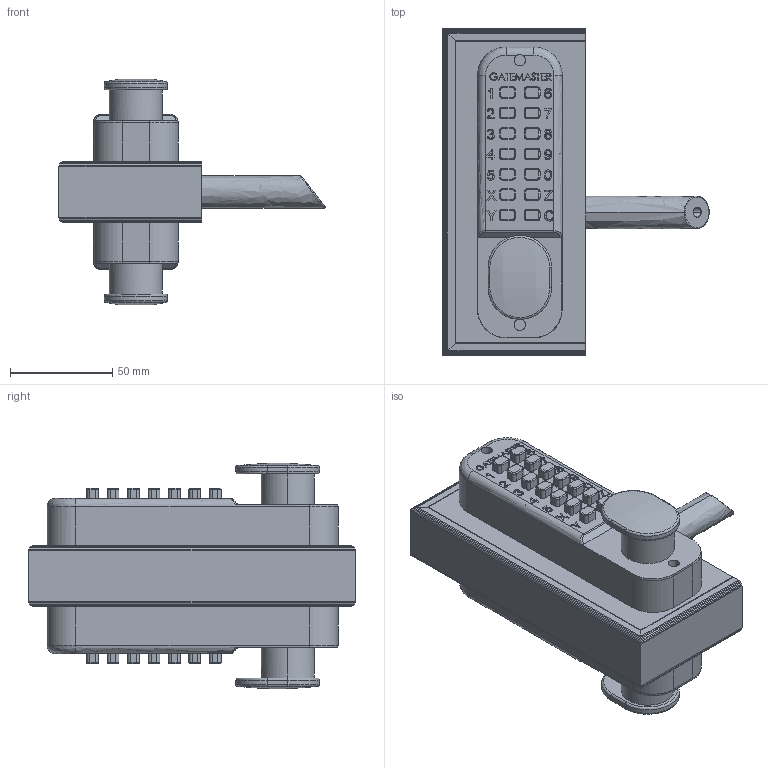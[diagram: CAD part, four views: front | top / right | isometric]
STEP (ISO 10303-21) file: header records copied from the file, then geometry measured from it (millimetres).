
FILE_DESCRIPTION (( 'STEP AP203' ), '1' );
FILE_NAME ('05SGC40.STEP', '2022-03-02T09:22:20', ( '' ), ( '' ), 'SwSTEP 2.0', 'SolidWorks 2020', '' );
FILE_SCHEMA (( 'CONFIG_CONTROL_DESIGN' ));
Length unit declared in the file: millimetre
Products named in the file (1): 05SGC40
Bounding box: 130.46 x 160 x 110.53 mm (x, y, z)
Volume: 359682.3 mm3; surface area: 122568.2 mm2
Topology: 7 solids, 7 shells, 1350 faces, 3400 edges, 2160 vertices
Faces by surface type: bspline 1264, plane 86
Entity records: 64673 total; most frequent: CARTESIAN_POINT 43479, ORIENTED_EDGE 6800, EDGE_CURVE 3400, B_SPLINE_CURVE_WITH_KNOTS 2678, VERTEX_POINT 2160, EDGE_LOOP 1464, ADVANCED_FACE 1350, FACE_OUTER_BOUND 1350
